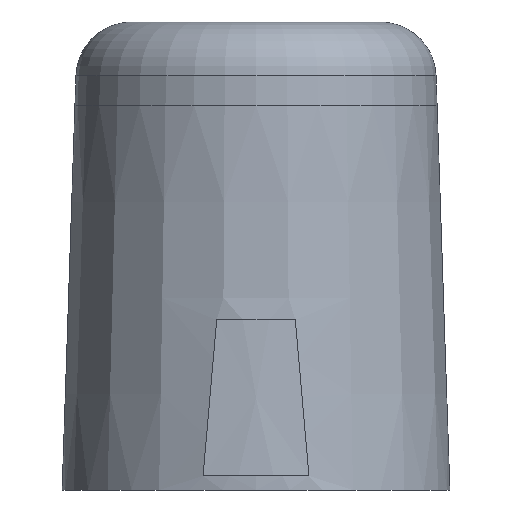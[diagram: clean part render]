
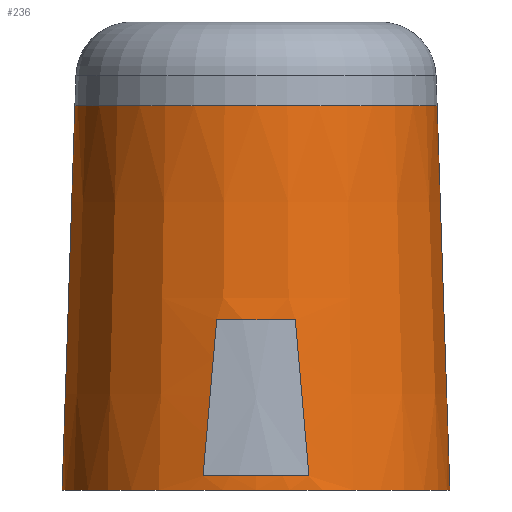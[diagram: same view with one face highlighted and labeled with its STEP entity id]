
A CAD part, front view. The second image highlights one B-rep face of the part: STEP entity #236.
In plain terms, the highlighted conical face has half-angle 1.9 degrees and reference radius 3.25 mm.
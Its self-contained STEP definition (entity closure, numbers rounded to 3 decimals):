
#15=FACE_BOUND('',#65,.T.);
#16=FACE_BOUND('',#66,.T.);
#21=CONICAL_SURFACE('',#270,3.25,0.033);
#22=CIRCLE('',#243,3.471);
#24=CIRCLE('',#246,3.378);
#26=CIRCLE('',#249,3.378);
#29=CIRCLE('',#261,3.471);
#34=CIRCLE('',#268,3.25);
#35=CIRCLE('',#271,3.479);
#49=FACE_OUTER_BOUND('',#64,.T.);
#64=EDGE_LOOP('',(#200,#201,#202,#203));
#65=EDGE_LOOP('',(#204,#205,#206,#207));
#66=EDGE_LOOP('',(#208,#209,#210,#211));
#81=LINE('',#426,#91);
#91=VECTOR('',#348,3.25);
#92=ELLIPSE('',#241,41.684,3.362);
#93=ELLIPSE('',#252,41.684,3.362);
#94=ELLIPSE('',#254,41.684,3.362);
#95=ELLIPSE('',#257,41.684,3.362);
#96=VERTEX_POINT('',#353);
#97=VERTEX_POINT('',#354);
#100=VERTEX_POINT('',#364);
#102=VERTEX_POINT('',#370);
#104=VERTEX_POINT('',#376);
#105=VERTEX_POINT('',#377);
#108=VERTEX_POINT('',#390);
#110=VERTEX_POINT('',#399);
#115=VERTEX_POINT('',#419);
#116=VERTEX_POINT('',#424);
#117=EDGE_CURVE('',#96,#97,#92,.T.);
#121=EDGE_CURVE('',#100,#96,#22,.T.);
#124=EDGE_CURVE('',#97,#102,#24,.T.);
#127=EDGE_CURVE('',#104,#105,#26,.T.);
#131=EDGE_CURVE('',#102,#100,#93,.T.);
#133=EDGE_CURVE('',#108,#104,#94,.T.);
#136=EDGE_CURVE('',#105,#110,#95,.T.);
#140=EDGE_CURVE('',#110,#108,#29,.T.);
#146=EDGE_CURVE('',#115,#115,#34,.T.);
#147=EDGE_CURVE('',#116,#116,#35,.F.);
#148=EDGE_CURVE('',#116,#115,#81,.T.);
#200=ORIENTED_EDGE('',*,*,#147,.F.);
#201=ORIENTED_EDGE('',*,*,#148,.T.);
#202=ORIENTED_EDGE('',*,*,#146,.F.);
#203=ORIENTED_EDGE('',*,*,#148,.F.);
#204=ORIENTED_EDGE('',*,*,#133,.T.);
#205=ORIENTED_EDGE('',*,*,#127,.T.);
#206=ORIENTED_EDGE('',*,*,#136,.T.);
#207=ORIENTED_EDGE('',*,*,#140,.T.);
#208=ORIENTED_EDGE('',*,*,#131,.T.);
#209=ORIENTED_EDGE('',*,*,#121,.T.);
#210=ORIENTED_EDGE('',*,*,#117,.T.);
#211=ORIENTED_EDGE('',*,*,#124,.T.);
#236=ADVANCED_FACE('',(#49,#15,#16),#21,.T.);
#241=AXIS2_PLACEMENT_3D('',#355,#277,#278);
#243=AXIS2_PLACEMENT_3D('',#365,#283,#284);
#246=AXIS2_PLACEMENT_3D('',#371,#290,#291);
#249=AXIS2_PLACEMENT_3D('',#378,#297,#298);
#252=AXIS2_PLACEMENT_3D('',#385,#305,#306);
#254=AXIS2_PLACEMENT_3D('',#391,#309,#310);
#257=AXIS2_PLACEMENT_3D('',#400,#316,#317);
#261=AXIS2_PLACEMENT_3D('',#409,#325,#326);
#268=AXIS2_PLACEMENT_3D('',#421,#340,#341);
#270=AXIS2_PLACEMENT_3D('',#423,#344,#345);
#271=AXIS2_PLACEMENT_3D('',#425,#346,#347);
#277=DIRECTION('center_axis',(-0.996,0.,0.087));
#278=DIRECTION('ref_axis',(0.087,0.,0.996));
#283=DIRECTION('center_axis',(0.,0.,-1.));
#284=DIRECTION('ref_axis',(1.,0.,0.));
#290=DIRECTION('center_axis',(0.,0.,1.));
#291=DIRECTION('ref_axis',(1.,0.,0.));
#297=DIRECTION('center_axis',(0.,0.,1.));
#298=DIRECTION('ref_axis',(1.,0.,0.));
#305=DIRECTION('center_axis',(0.996,0.,0.087));
#306=DIRECTION('ref_axis',(-0.087,0.,0.996));
#309=DIRECTION('center_axis',(0.996,0.,0.087));
#310=DIRECTION('ref_axis',(-0.087,0.,0.996));
#316=DIRECTION('center_axis',(-0.996,0.,0.087));
#317=DIRECTION('ref_axis',(0.087,0.,0.996));
#325=DIRECTION('center_axis',(0.,0.,-1.));
#326=DIRECTION('ref_axis',(1.,0.,0.));
#340=DIRECTION('center_axis',(0.,0.,1.));
#341=DIRECTION('ref_axis',(1.,0.,0.));
#344=DIRECTION('center_axis',(0.,0.,-1.));
#345=DIRECTION('ref_axis',(1.,0.,0.));
#346=DIRECTION('center_axis',(0.,0.,1.));
#347=DIRECTION('ref_axis',(1.,0.,0.));
#348=DIRECTION('',(0.033,0.,0.999));
#353=CARTESIAN_POINT('',(10.96,-53.913,6.352));
#354=CARTESIAN_POINT('',(11.205,-53.879,9.152));
#355=CARTESIAN_POINT('Origin',(10.532,-50.575,1.466));
#364=CARTESIAN_POINT('',(12.86,-53.913,6.352));
#365=CARTESIAN_POINT('Origin',(11.91,-50.575,6.352));
#370=CARTESIAN_POINT('',(12.615,-53.879,9.152));
#371=CARTESIAN_POINT('Origin',(11.91,-50.575,9.152));
#376=CARTESIAN_POINT('',(12.615,-47.271,9.152));
#377=CARTESIAN_POINT('',(11.205,-47.271,9.152));
#378=CARTESIAN_POINT('Origin',(11.91,-50.575,9.152));
#385=CARTESIAN_POINT('Origin',(13.287,-50.575,1.466));
#390=CARTESIAN_POINT('',(12.86,-47.237,6.352));
#391=CARTESIAN_POINT('Origin',(13.287,-50.575,1.466));
#399=CARTESIAN_POINT('',(10.96,-47.237,6.352));
#400=CARTESIAN_POINT('Origin',(10.532,-50.575,1.466));
#409=CARTESIAN_POINT('Origin',(11.91,-50.575,6.352));
#419=CARTESIAN_POINT('',(8.659,-50.575,13.));
#421=CARTESIAN_POINT('Origin',(11.91,-50.575,13.));
#423=CARTESIAN_POINT('Origin',(11.91,-50.575,13.));
#424=CARTESIAN_POINT('',(8.43,-50.575,6.1));
#425=CARTESIAN_POINT('Origin',(11.91,-50.575,6.1));
#426=CARTESIAN_POINT('',(8.659,-50.575,13.));
